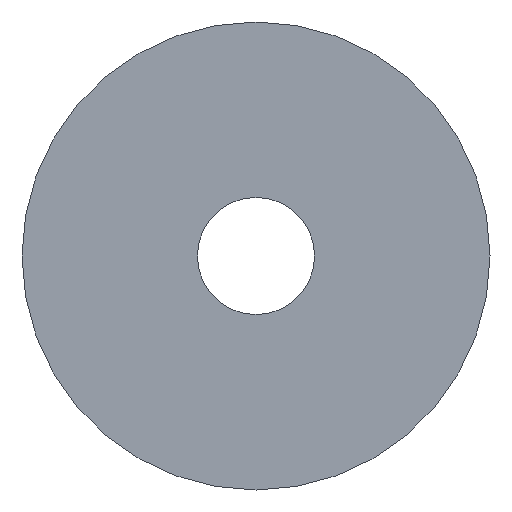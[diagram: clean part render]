
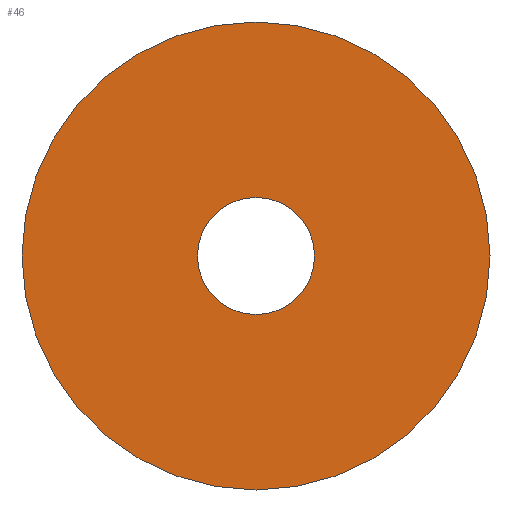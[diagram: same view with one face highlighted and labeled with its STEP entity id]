
A CAD part, front view. The second image highlights one B-rep face of the part: STEP entity #46.
In plain terms, the highlighted planar face has unit normal (0, -1, 0).
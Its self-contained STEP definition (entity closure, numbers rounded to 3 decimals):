
#23 = CIRCLE ( 'NONE', #69, 80. ) ;
#34 = EDGE_CURVE ( 'NONE', #106, #109, #88, .T. ) ;
#42 = ORIENTED_EDGE ( 'NONE', *, *, #148, .T. ) ;
#43 = ORIENTED_EDGE ( 'NONE', *, *, #96, .F. ) ;
#44 = EDGE_CURVE ( 'NONE', #145, #143, #82, .T. ) ;
#45 = EDGE_LOOP ( 'NONE', ( #91, #43 ) ) ;
#46 = ADVANCED_FACE ( 'NONE', ( #83, #78 ), #77, .F. ) ;
#49 = CARTESIAN_POINT ( 'NONE',  ( 0., 0., 20. ) ) ;
#66 = DIRECTION ( 'NONE',  ( 0., 0., 1. ) ) ;
#67 = DIRECTION ( 'NONE',  ( 0., 1., 0. ) ) ;
#68 = CARTESIAN_POINT ( 'NONE',  ( 0., 0., 0. ) ) ;
#69 = AXIS2_PLACEMENT_3D ( 'NONE', #68, #67, #66 ) ;
#72 = DIRECTION ( 'NONE',  ( 0., 0., 1. ) ) ;
#73 = DIRECTION ( 'NONE',  ( 0., 1., 0. ) ) ;
#74 = CARTESIAN_POINT ( 'NONE',  ( 0., 0., 0. ) ) ;
#75 = AXIS2_PLACEMENT_3D ( 'NONE', #74, #73, #72 ) ;
#77 = PLANE ( 'NONE',  #75 ) ;
#78 = FACE_BOUND ( 'NONE', #111, .T. ) ;
#79 = DIRECTION ( 'NONE',  ( 0., 0., 1. ) ) ;
#80 = DIRECTION ( 'NONE',  ( 0., 1., 0. ) ) ;
#81 = AXIS2_PLACEMENT_3D ( 'NONE', #89, #80, #79 ) ;
#82 = CIRCLE ( 'NONE', #81, 80. ) ;
#83 = FACE_OUTER_BOUND ( 'NONE', #45, .T. ) ;
#84 = DIRECTION ( 'NONE',  ( 0., 0., 1. ) ) ;
#85 = DIRECTION ( 'NONE',  ( 0., 1., 0. ) ) ;
#86 = CARTESIAN_POINT ( 'NONE',  ( 0., 0., 0. ) ) ;
#87 = AXIS2_PLACEMENT_3D ( 'NONE', #86, #85, #84 ) ;
#88 = CIRCLE ( 'NONE', #87, 20. ) ;
#89 = CARTESIAN_POINT ( 'NONE',  ( 0., 0., 0. ) ) ;
#91 = ORIENTED_EDGE ( 'NONE', *, *, #44, .F. ) ;
#96 = EDGE_CURVE ( 'NONE', #143, #145, #23, .T. ) ;
#106 = VERTEX_POINT ( 'NONE', #49 ) ;
#109 = VERTEX_POINT ( 'NONE', #126 ) ;
#111 = EDGE_LOOP ( 'NONE', ( #42, #136 ) ) ;
#126 = CARTESIAN_POINT ( 'NONE',  ( 0., 0., -20. ) ) ;
#136 = ORIENTED_EDGE ( 'NONE', *, *, #34, .T. ) ;
#143 = VERTEX_POINT ( 'NONE', #173 ) ;
#145 = VERTEX_POINT ( 'NONE', #172 ) ;
#148 = EDGE_CURVE ( 'NONE', #109, #106, #166, .T. ) ;
#162 = DIRECTION ( 'NONE',  ( 0., 0., 1. ) ) ;
#163 = DIRECTION ( 'NONE',  ( 0., 1., 0. ) ) ;
#164 = CARTESIAN_POINT ( 'NONE',  ( 0., 0., 0. ) ) ;
#165 = AXIS2_PLACEMENT_3D ( 'NONE', #164, #163, #162 ) ;
#166 = CIRCLE ( 'NONE', #165, 20. ) ;
#172 = CARTESIAN_POINT ( 'NONE',  ( 0., 0., -80. ) ) ;
#173 = CARTESIAN_POINT ( 'NONE',  ( 0., 0., 80. ) ) ;
